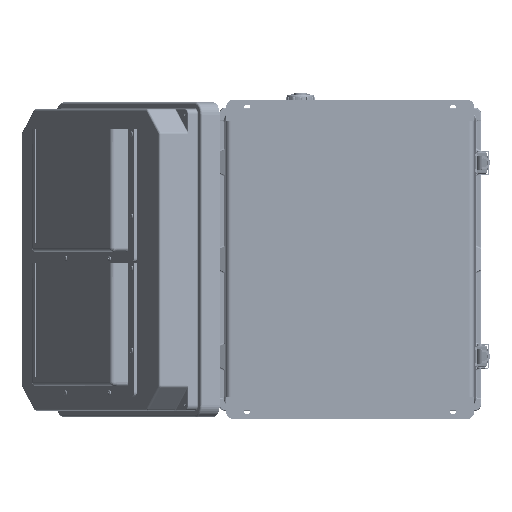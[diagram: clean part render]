
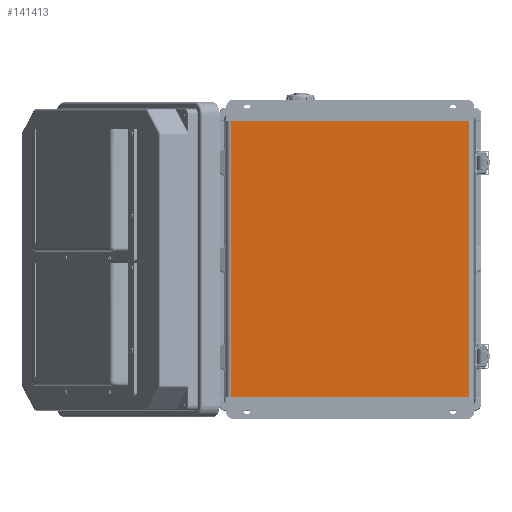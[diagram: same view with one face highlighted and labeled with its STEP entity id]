
A CAD part, front view. The second image highlights one B-rep face of the part: STEP entity #141413.
In plain terms, the highlighted planar face has unit normal (0, -1, 0).
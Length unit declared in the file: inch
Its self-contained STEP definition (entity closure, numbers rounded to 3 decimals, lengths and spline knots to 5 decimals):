
#854 = VERTEX_POINT ( 'NONE', #17483 ) ;
#1840 = LINE ( 'NONE', #131798, #37122 ) ;
#7958 = CARTESIAN_POINT ( 'NONE',  ( 6.11811, 0.05906, -14.4685 ) ) ;
#8442 = CARTESIAN_POINT ( 'NONE',  ( 5.78771, 0.05906, -14.4685 ) ) ;
#17483 = CARTESIAN_POINT ( 'NONE',  ( 5.78771, 0.05906, -1.04331 ) ) ;
#17951 = DIRECTION ( 'NONE',  ( 0., 0., 1. ) ) ;
#22969 = VECTOR ( 'NONE', #94271, 39.37008 ) ;
#23025 = EDGE_CURVE ( 'NONE', #854, #99709, #86357, .T. ) ;
#29674 = PLANE ( 'NONE',  #127629 ) ;
#30315 = CARTESIAN_POINT ( 'NONE',  ( -5.78771, 0.05906, -1.04331 ) ) ;
#37122 = VECTOR ( 'NONE', #73043, 39.37008 ) ;
#39100 = CARTESIAN_POINT ( 'NONE',  ( 6.11811, 0.05906, -1.04331 ) ) ;
#40178 = CARTESIAN_POINT ( 'NONE',  ( 6.11811, 0.05906, -1.04331 ) ) ;
#40942 = VECTOR ( 'NONE', #87915, 39.37008 ) ;
#42201 = FACE_OUTER_BOUND ( 'NONE', #148746, .T. ) ;
#42401 = DIRECTION ( 'NONE',  ( -1., 0., 0. ) ) ;
#53987 = ORIENTED_EDGE ( 'NONE', *, *, #139499, .F. ) ;
#59591 = CARTESIAN_POINT ( 'NONE',  ( -5.78771, 0.05906, -14.4685 ) ) ;
#59658 = VECTOR ( 'NONE', #42401, 39.37008 ) ;
#63925 = EDGE_CURVE ( 'NONE', #103965, #99709, #69232, .T. ) ;
#69232 = LINE ( 'NONE', #139742, #22969 ) ;
#73043 = DIRECTION ( 'NONE',  ( 0., 0., 1. ) ) ;
#86357 = LINE ( 'NONE', #40178, #40942 ) ;
#87406 = VERTEX_POINT ( 'NONE', #8442 ) ;
#87609 = DIRECTION ( 'NONE',  ( 0., 1., 0. ) ) ;
#87915 = DIRECTION ( 'NONE',  ( -1., 0., 0. ) ) ;
#94271 = DIRECTION ( 'NONE',  ( 0., 0., 1. ) ) ;
#99709 = VERTEX_POINT ( 'NONE', #30315 ) ;
#102272 = ORIENTED_EDGE ( 'NONE', *, *, #63925, .F. ) ;
#103965 = VERTEX_POINT ( 'NONE', #59591 ) ;
#125386 = LINE ( 'NONE', #7958, #59658 ) ;
#127629 = AXIS2_PLACEMENT_3D ( 'NONE', #39100, #87609, #17951 ) ;
#129514 = ORIENTED_EDGE ( 'NONE', *, *, #150962, .T. ) ;
#131798 = CARTESIAN_POINT ( 'NONE',  ( 5.78771, 0.05906, -1.04331 ) ) ;
#139499 = EDGE_CURVE ( 'NONE', #87406, #103965, #125386, .T. ) ;
#139742 = CARTESIAN_POINT ( 'NONE',  ( -5.78771, 0.05906, -1.04331 ) ) ;
#141413 = ADVANCED_FACE ( 'NONE', ( #42201 ), #29674, .F. ) ;
#148746 = EDGE_LOOP ( 'NONE', ( #102272, #53987, #129514, #149170 ) ) ;
#149170 = ORIENTED_EDGE ( 'NONE', *, *, #23025, .T. ) ;
#150962 = EDGE_CURVE ( 'NONE', #87406, #854, #1840, .T. ) ;
